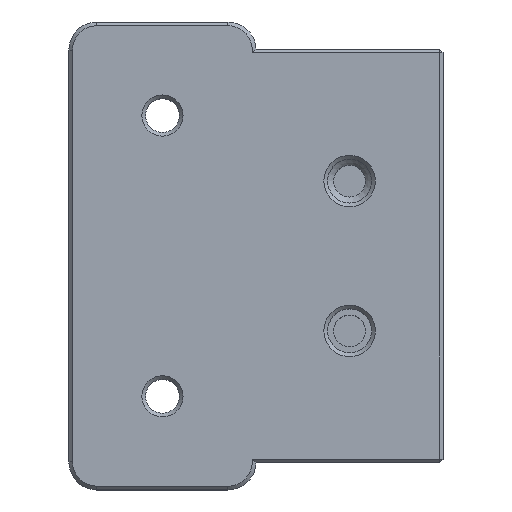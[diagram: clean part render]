
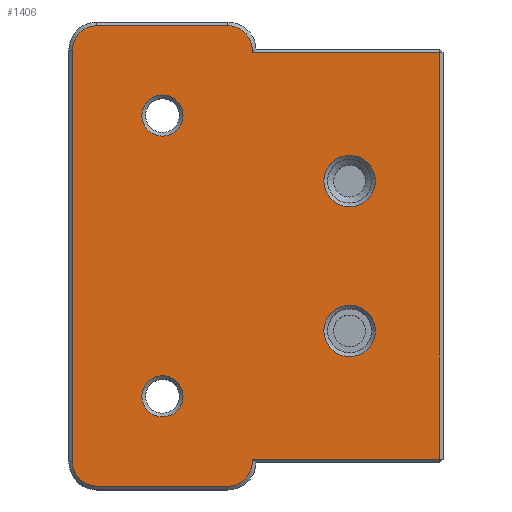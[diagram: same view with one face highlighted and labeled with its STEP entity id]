
A CAD part, top view. The second image highlights one B-rep face of the part: STEP entity #1406.
In plain terms, the highlighted planar face has unit normal (0, 0, 1).
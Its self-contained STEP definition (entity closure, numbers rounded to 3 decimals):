
#31=FACE_BOUND('',#211,.T.);
#32=FACE_BOUND('',#212,.T.);
#33=FACE_BOUND('',#213,.T.);
#34=FACE_BOUND('',#214,.T.);
#56=PLANE('',#1518);
#122=FACE_OUTER_BOUND('',#210,.T.);
#210=EDGE_LOOP('',(#1088,#1089,#1090,#1091,#1092,#1093,#1094,#1095,#1096,
#1097));
#211=EDGE_LOOP('',(#1098));
#212=EDGE_LOOP('',(#1099));
#213=EDGE_LOOP('',(#1100));
#214=EDGE_LOOP('',(#1101));
#301=LINE('',#2110,#456);
#304=LINE('',#2116,#459);
#315=LINE('',#2149,#470);
#318=LINE('',#2155,#473);
#322=LINE('',#2167,#477);
#326=LINE('',#2179,#481);
#456=VECTOR('',#1672,10.);
#459=VECTOR('',#1677,10.);
#470=VECTOR('',#1708,10.);
#473=VECTOR('',#1713,10.);
#477=VECTOR('',#1725,10.);
#481=VECTOR('',#1737,10.);
#594=CIRCLE('',#1484,2.6);
#599=CIRCLE('',#1501,2.6);
#601=CIRCLE('',#1505,2.6);
#603=CIRCLE('',#1509,2.6);
#607=CIRCLE('',#1519,2.75);
#608=CIRCLE('',#1520,2.75);
#609=CIRCLE('',#1521,2.2);
#610=CIRCLE('',#1522,2.2);
#657=VERTEX_POINT('',#2087);
#658=VERTEX_POINT('',#2089);
#659=VERTEX_POINT('',#2096);
#664=VERTEX_POINT('',#2106);
#666=VERTEX_POINT('',#2115);
#676=VERTEX_POINT('',#2153);
#678=VERTEX_POINT('',#2159);
#680=VERTEX_POINT('',#2165);
#682=VERTEX_POINT('',#2171);
#684=VERTEX_POINT('',#2177);
#689=VERTEX_POINT('',#2205);
#690=VERTEX_POINT('',#2207);
#691=VERTEX_POINT('',#2209);
#692=VERTEX_POINT('',#2211);
#782=EDGE_CURVE('',#657,#658,#594,.T.);
#790=EDGE_CURVE('',#659,#664,#301,.T.);
#793=EDGE_CURVE('',#664,#666,#304,.T.);
#809=EDGE_CURVE('',#658,#659,#315,.T.);
#812=EDGE_CURVE('',#676,#657,#318,.T.);
#815=EDGE_CURVE('',#678,#676,#599,.T.);
#818=EDGE_CURVE('',#680,#678,#322,.T.);
#821=EDGE_CURVE('',#682,#680,#601,.T.);
#824=EDGE_CURVE('',#684,#682,#326,.T.);
#826=EDGE_CURVE('',#666,#684,#603,.T.);
#839=EDGE_CURVE('',#689,#689,#607,.T.);
#840=EDGE_CURVE('',#690,#690,#608,.T.);
#841=EDGE_CURVE('',#691,#691,#609,.T.);
#842=EDGE_CURVE('',#692,#692,#610,.T.);
#1088=ORIENTED_EDGE('',*,*,#790,.F.);
#1089=ORIENTED_EDGE('',*,*,#809,.F.);
#1090=ORIENTED_EDGE('',*,*,#782,.F.);
#1091=ORIENTED_EDGE('',*,*,#812,.F.);
#1092=ORIENTED_EDGE('',*,*,#815,.F.);
#1093=ORIENTED_EDGE('',*,*,#818,.F.);
#1094=ORIENTED_EDGE('',*,*,#821,.F.);
#1095=ORIENTED_EDGE('',*,*,#824,.F.);
#1096=ORIENTED_EDGE('',*,*,#826,.F.);
#1097=ORIENTED_EDGE('',*,*,#793,.F.);
#1098=ORIENTED_EDGE('',*,*,#839,.F.);
#1099=ORIENTED_EDGE('',*,*,#840,.F.);
#1100=ORIENTED_EDGE('',*,*,#841,.F.);
#1101=ORIENTED_EDGE('',*,*,#842,.F.);
#1406=ADVANCED_FACE('',(#122,#31,#32,#33,#34),#56,.T.);
#1484=AXIS2_PLACEMENT_3D('',#2090,#1658,#1659);
#1501=AXIS2_PLACEMENT_3D('',#2161,#1718,#1719);
#1505=AXIS2_PLACEMENT_3D('',#2173,#1730,#1731);
#1509=AXIS2_PLACEMENT_3D('',#2182,#1741,#1742);
#1518=AXIS2_PLACEMENT_3D('',#2204,#1768,#1769);
#1519=AXIS2_PLACEMENT_3D('',#2206,#1770,#1771);
#1520=AXIS2_PLACEMENT_3D('',#2208,#1772,#1773);
#1521=AXIS2_PLACEMENT_3D('',#2210,#1774,#1775);
#1522=AXIS2_PLACEMENT_3D('',#2212,#1776,#1777);
#1658=DIRECTION('center_axis',(0.,0.,
-1.));
#1659=DIRECTION('ref_axis',(0.999,0.033,0.));
#1672=DIRECTION('',(0.,-1.,0.));
#1677=DIRECTION('',(-1.,0.,0.));
#1708=DIRECTION('',(1.,0.,0.));
#1713=DIRECTION('',(1.,0.,0.));
#1718=DIRECTION('center_axis',(0.,0.,
-1.));
#1719=DIRECTION('ref_axis',(-0.707,0.707,0.));
#1725=DIRECTION('',(0.,1.,0.));
#1730=DIRECTION('center_axis',(0.,0.,
-1.));
#1731=DIRECTION('ref_axis',(-0.707,-0.707,0.));
#1737=DIRECTION('',(-1.,0.,0.));
#1741=DIRECTION('center_axis',(0.,0.,
-1.));
#1742=DIRECTION('ref_axis',(0.999,-0.033,0.));
#1768=DIRECTION('center_axis',(0.,0.,
1.));
#1769=DIRECTION('ref_axis',(0.,-1.,0.));
#1770=DIRECTION('center_axis',(0.,0.,
1.));
#1771=DIRECTION('ref_axis',(-1.,0.,0.));
#1772=DIRECTION('center_axis',(0.,0.,
1.));
#1773=DIRECTION('ref_axis',(-1.,0.,0.));
#1774=DIRECTION('center_axis',(0.,0.,
1.));
#1775=DIRECTION('ref_axis',(-1.,0.,0.));
#1776=DIRECTION('center_axis',(0.,0.,
1.));
#1777=DIRECTION('ref_axis',(-1.,0.,0.));
#2087=CARTESIAN_POINT('',(-237.998,24.6,-232.1));
#2089=CARTESIAN_POINT('',(-235.416,21.7,-232.1));
#2090=CARTESIAN_POINT('Origin',(-237.998,22.,-232.1));
#2096=CARTESIAN_POINT('',(-215.4,21.7,-232.1));
#2106=CARTESIAN_POINT('',(-215.4,-21.7,-232.1));
#2110=CARTESIAN_POINT('',(-215.4,-3.55,-232.1));
#2115=CARTESIAN_POINT('',(-235.416,-21.7,-232.1));
#2116=CARTESIAN_POINT('',(-235.,-21.7,-232.1));
#2149=CARTESIAN_POINT('',(-235.,21.7,-232.1));
#2153=CARTESIAN_POINT('',(-252.,24.6,-232.1));
#2155=CARTESIAN_POINT('',(-235.,24.6,-232.1));
#2159=CARTESIAN_POINT('',(-254.6,22.,-232.1));
#2161=CARTESIAN_POINT('Origin',(-252.,22.,-232.1));
#2165=CARTESIAN_POINT('',(-254.6,-22.,-232.1));
#2167=CARTESIAN_POINT('',(-254.6,-3.55,-232.1));
#2171=CARTESIAN_POINT('',(-252.,-24.6,-232.1));
#2173=CARTESIAN_POINT('Origin',(-252.,-22.,-232.1));
#2177=CARTESIAN_POINT('',(-237.998,-24.6,-232.1));
#2179=CARTESIAN_POINT('',(-235.,-24.6,-232.1));
#2182=CARTESIAN_POINT('Origin',(-237.998,-22.,-232.1));
#2204=CARTESIAN_POINT('Origin',(-235.,-7.1,-232.1));
#2205=CARTESIAN_POINT('',(-222.25,-8.,-232.1));
#2206=CARTESIAN_POINT('Origin',(-225.,-8.,-232.1));
#2207=CARTESIAN_POINT('',(-222.25,8.,-232.1));
#2208=CARTESIAN_POINT('Origin',(-225.,8.,-232.1));
#2209=CARTESIAN_POINT('',(-242.8,15.,-232.1));
#2210=CARTESIAN_POINT('Origin',(-245.,15.,-232.1));
#2211=CARTESIAN_POINT('',(-242.8,-15.,-232.1));
#2212=CARTESIAN_POINT('Origin',(-245.,-15.,-232.1));
